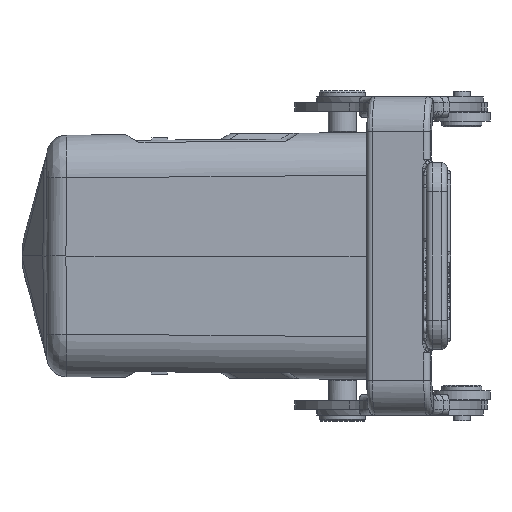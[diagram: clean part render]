
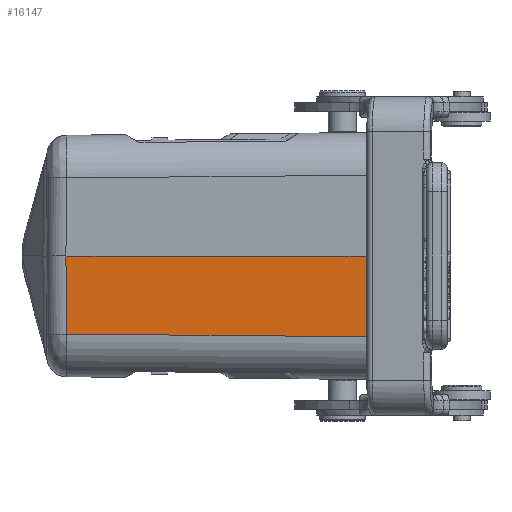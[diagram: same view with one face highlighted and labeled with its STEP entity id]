
A CAD part, left-side view. The second image highlights one B-rep face of the part: STEP entity #16147.
In plain terms, the highlighted planar face has unit normal (-1, 0.009, -0.009).
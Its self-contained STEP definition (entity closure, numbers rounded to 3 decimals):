
#8760=FACE_OUTER_BOUND('',#18718,.T.);
#9556=PLANE('',#35078);
#10238=B_SPLINE_CURVE_WITH_KNOTS('',3,(#56959,#56960,#56961,#56962,#56963,
#56964,#56965,#56966,#56967,#56968,#56969,#56970),.UNSPECIFIED.,.F.,.F.,
(4,1,1,1,1,2,2,4),(0.,0.25,0.375,0.437,
0.469,0.484,0.5,1.),.UNSPECIFIED.);
#10239=B_SPLINE_CURVE_WITH_KNOTS('',3,(#56972,#56973,#56974,#56975),
 .UNSPECIFIED.,.F.,.F.,(4,4),(0.,1.),.UNSPECIFIED.);
#12417=LINE('',#56769,#14608);
#12436=LINE('',#56926,#14627);
#12438=LINE('',#56955,#14629);
#12439=LINE('',#56957,#14630);
#14608=VECTOR('',#41531,1.);
#14627=VECTOR('',#41618,1.);
#14629=VECTOR('',#41630,1.);
#14630=VECTOR('',#41633,1.);
#16147=ADVANCED_FACE('',(#8760),#9556,.T.);
#18718=EDGE_LOOP('',(#25777,#25778,#25779,#25780,#25781,#25782));
#25777=ORIENTED_EDGE('',*,*,#31951,.F.);
#25778=ORIENTED_EDGE('',*,*,#31990,.F.);
#25779=ORIENTED_EDGE('',*,*,#31996,.T.);
#25780=ORIENTED_EDGE('',*,*,#31997,.F.);
#25781=ORIENTED_EDGE('',*,*,#31998,.F.);
#25782=ORIENTED_EDGE('',*,*,#31999,.F.);
#28374=VERTEX_POINT('',#56749);
#28375=VERTEX_POINT('',#56770);
#28395=VERTEX_POINT('',#56927);
#28398=VERTEX_POINT('',#56954);
#28399=VERTEX_POINT('',#56958);
#28400=VERTEX_POINT('',#56971);
#31951=EDGE_CURVE('',#28374,#28375,#12417,.T.);
#31990=EDGE_CURVE('',#28395,#28374,#12436,.T.);
#31996=EDGE_CURVE('',#28395,#28398,#12438,.T.);
#31997=EDGE_CURVE('',#28399,#28398,#12439,.T.);
#31998=EDGE_CURVE('',#28400,#28399,#10238,.T.);
#31999=EDGE_CURVE('',#28375,#28400,#10239,.T.);
#35078=AXIS2_PLACEMENT_3D('',#56976,#41634,#41635);
#41531=DIRECTION('',(-0.009,0.009,1.));
#41618=DIRECTION('',(0.009,1.,0.009));
#41630=DIRECTION('',(-0.009,0.,1.));
#41633=DIRECTION('',(-0.009,-1.,0.));
#41634=DIRECTION('',(-1.,0.009,-0.009));
#41635=DIRECTION('',(0.009,0.,-1.));
#56749=CARTESIAN_POINT('',(-35.915,123.412,-13.6));
#56769=CARTESIAN_POINT('',(-36.033,123.531,0.034));
#56770=CARTESIAN_POINT('',(-36.033,123.531,0.));
#56926=CARTESIAN_POINT('',(-36.376,70.132,-14.065));
#56927=CARTESIAN_POINT('',(-36.373,70.504,-14.061));
#56954=CARTESIAN_POINT('',(-36.496,70.504,0.));
#56955=CARTESIAN_POINT('',(-36.506,70.504,1.225));
#56957=CARTESIAN_POINT('',(-36.486,71.6,0.));
#56958=CARTESIAN_POINT('',(-36.486,71.6,0.));
#56959=CARTESIAN_POINT('',(-36.409,80.4,-0.001));
#56960=CARTESIAN_POINT('',(-36.416,79.667,-0.001));
#56961=CARTESIAN_POINT('',(-36.425,78.567,-0.001));
#56962=CARTESIAN_POINT('',(-36.436,77.283,-0.001));
#56963=CARTESIAN_POINT('',(-36.442,76.642,-0.001));
#56964=CARTESIAN_POINT('',(-36.445,76.321,-0.001));
#56965=CARTESIAN_POINT('',(-36.446,76.183,-0.001));
#56966=CARTESIAN_POINT('',(-36.447,76.092,-0.001));
#56967=CARTESIAN_POINT('',(-36.448,76.009,-0.001));
#56968=CARTESIAN_POINT('',(-36.45,75.717,-0.001));
#56969=CARTESIAN_POINT('',(-36.463,74.251,-0.001));
#56970=CARTESIAN_POINT('',(-36.486,71.6,0.));
#56971=CARTESIAN_POINT('',(-36.409,80.4,-0.001));
#56972=CARTESIAN_POINT('',(-36.033,123.531,0.));
#56973=CARTESIAN_POINT('',(-36.158,109.154,-0.001));
#56974=CARTESIAN_POINT('',(-36.284,94.777,-0.001));
#56975=CARTESIAN_POINT('',(-36.409,80.4,-0.001));
#56976=CARTESIAN_POINT('',(-36.511,70.,1.225));
